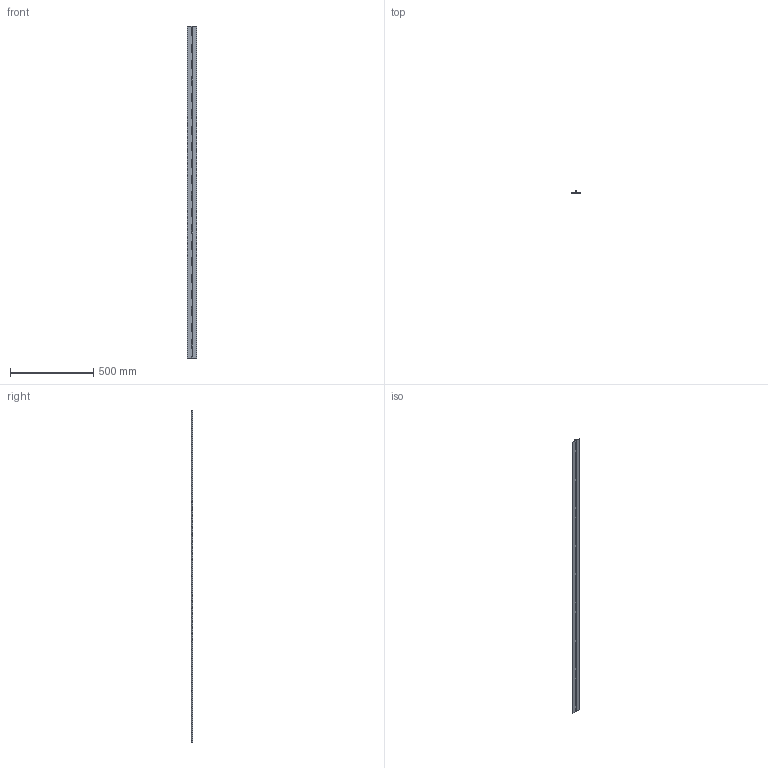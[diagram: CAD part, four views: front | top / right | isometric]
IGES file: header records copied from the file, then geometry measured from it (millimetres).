
Start section: SolidWorks IGES file using analytic representation for surfaces
Global section: file name: B-1805-160.IGS,15; native system: HSolidWorks 2021; preprocessor: SolidWorks 2021; author: 1337yo; date: 220405.154323; units: millimetre
Bounding box: 60 x 9 x 2000 mm (x, y, z)
Surface area: 338494.6 mm2 (no closed solid volume)
Topology: 0 solids, 0 shells, 348 faces, 6732 edges, 6732 vertices
Faces by surface type: revolution 212, bspline 136
